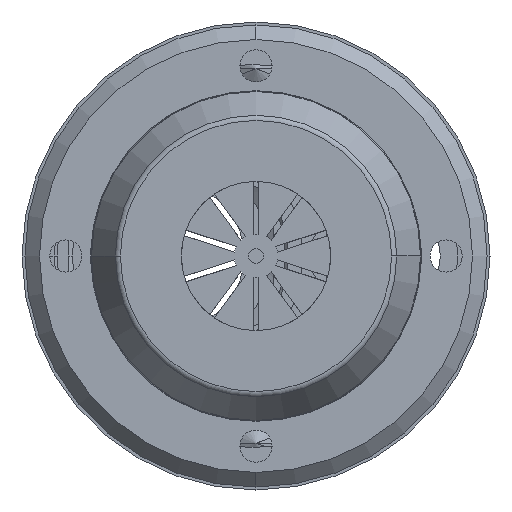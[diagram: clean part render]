
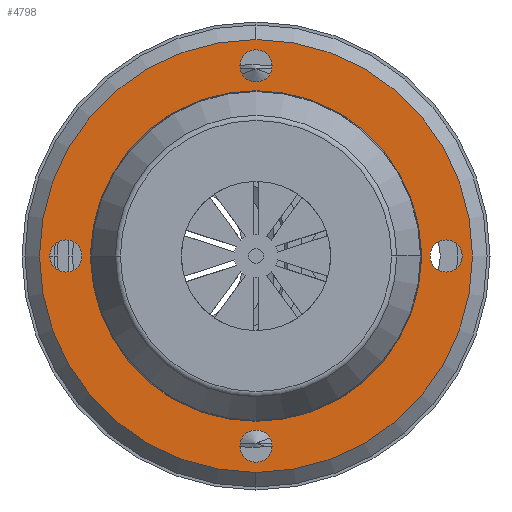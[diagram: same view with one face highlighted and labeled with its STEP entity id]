
A CAD part, left-side view. The second image highlights one B-rep face of the part: STEP entity #4798.
In plain terms, the highlighted planar face has unit normal (-1, 0, 0).
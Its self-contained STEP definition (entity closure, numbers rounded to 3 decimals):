
#58 = ORIENTED_EDGE ( 'NONE', *, *, #4240, .T. ) ;
#76 = EDGE_LOOP ( 'NONE', ( #597, #6349 ) ) ;
#319 = CARTESIAN_POINT ( 'NONE',  ( -69.7, 6.5, 0. ) ) ;
#320 = AXIS2_PLACEMENT_3D ( 'NONE', #977, #5163, #1581 ) ;
#331 = DIRECTION ( 'NONE',  ( 0., 0., 1. ) ) ;
#597 = ORIENTED_EDGE ( 'NONE', *, *, #2043, .F. ) ;
#601 = CIRCLE ( 'NONE', #7094, 0.55 ) ;
#612 = DIRECTION ( 'NONE',  ( -1., 0., 0. ) ) ;
#765 = VERTEX_POINT ( 'NONE', #6742 ) ;
#841 = CARTESIAN_POINT ( 'NONE',  ( -69.7, 6.5, 0.55 ) ) ;
#898 = CARTESIAN_POINT ( 'NONE',  ( -69.7, 0., 0. ) ) ;
#906 = DIRECTION ( 'NONE',  ( 0., 0., 1. ) ) ;
#977 = CARTESIAN_POINT ( 'NONE',  ( -69.7, 0., 0. ) ) ;
#990 = ORIENTED_EDGE ( 'NONE', *, *, #2885, .T. ) ;
#1016 = FACE_BOUND ( 'NONE', #76, .T. ) ;
#1033 = CARTESIAN_POINT ( 'NONE',  ( -69.7, 0., 0. ) ) ;
#1077 = EDGE_CURVE ( 'NONE', #5650, #3939, #7653, .T. ) ;
#1389 = EDGE_CURVE ( 'NONE', #2870, #3503, #4609, .T. ) ;
#1439 = CIRCLE ( 'NONE', #6747, 7.4 ) ;
#1500 = DIRECTION ( 'NONE',  ( -1., 0., 0. ) ) ;
#1504 = DIRECTION ( 'NONE',  ( 0., 0., -1. ) ) ;
#1533 = EDGE_LOOP ( 'NONE', ( #3316, #1794 ) ) ;
#1534 = CARTESIAN_POINT ( 'NONE',  ( -69.7, 0., -7.4 ) ) ;
#1581 = DIRECTION ( 'NONE',  ( 0., 0., 1. ) ) ;
#1637 = DIRECTION ( 'NONE',  ( 0., 0., -1. ) ) ;
#1685 = EDGE_CURVE ( 'NONE', #3939, #5650, #2539, .T. ) ;
#1794 = ORIENTED_EDGE ( 'NONE', *, *, #6822, .F. ) ;
#1829 = DIRECTION ( 'NONE',  ( -1., 0., 0. ) ) ;
#1857 = AXIS2_PLACEMENT_3D ( 'NONE', #5085, #1500, #5692 ) ;
#2019 = AXIS2_PLACEMENT_3D ( 'NONE', #5426, #1829, #6019 ) ;
#2043 = EDGE_CURVE ( 'NONE', #4337, #7647, #3290, .T. ) ;
#2180 = DIRECTION ( 'NONE',  ( 1., 0., 0. ) ) ;
#2233 = FACE_BOUND ( 'NONE', #6810, .T. ) ;
#2240 = VERTEX_POINT ( 'NONE', #841 ) ;
#2332 = CARTESIAN_POINT ( 'NONE',  ( -69.7, -6.5, 0. ) ) ;
#2361 = VERTEX_POINT ( 'NONE', #2388 ) ;
#2388 = CARTESIAN_POINT ( 'NONE',  ( -69.7, 0., -7.05 ) ) ;
#2426 = FACE_BOUND ( 'NONE', #4370, .T. ) ;
#2509 = CARTESIAN_POINT ( 'NONE',  ( -69.7, 6.5, 0. ) ) ;
#2523 = CARTESIAN_POINT ( 'NONE',  ( -69.7, -6.5, 0.55 ) ) ;
#2539 = CIRCLE ( 'NONE', #3620, 0.55 ) ;
#2689 = AXIS2_PLACEMENT_3D ( 'NONE', #319, #4490, #906 ) ;
#2750 = EDGE_CURVE ( 'NONE', #765, #2361, #601, .T. ) ;
#2800 = FACE_OUTER_BOUND ( 'NONE', #5416, .T. ) ;
#2806 = VERTEX_POINT ( 'NONE', #5967 ) ;
#2870 = VERTEX_POINT ( 'NONE', #3858 ) ;
#2885 = EDGE_CURVE ( 'NONE', #6534, #7506, #1439, .T. ) ;
#2943 = DIRECTION ( 'NONE',  ( 0., 0., 1. ) ) ;
#3076 = CARTESIAN_POINT ( 'NONE',  ( -69.7, 0., 6.5 ) ) ;
#3116 = DIRECTION ( 'NONE',  ( 0., 0., 1. ) ) ;
#3241 = ORIENTED_EDGE ( 'NONE', *, *, #1077, .F. ) ;
#3290 = CIRCLE ( 'NONE', #2019, 4.15 ) ;
#3316 = ORIENTED_EDGE ( 'NONE', *, *, #1389, .F. ) ;
#3342 = AXIS2_PLACEMENT_3D ( 'NONE', #5777, #2180, #6379 ) ;
#3415 = ORIENTED_EDGE ( 'NONE', *, *, #3433, .F. ) ;
#3433 = EDGE_CURVE ( 'NONE', #2240, #2806, #5464, .T. ) ;
#3503 = VERTEX_POINT ( 'NONE', #7246 ) ;
#3513 = CARTESIAN_POINT ( 'NONE',  ( -69.7, 0., -6.5 ) ) ;
#3529 = CIRCLE ( 'NONE', #320, 4.15 ) ;
#3620 = AXIS2_PLACEMENT_3D ( 'NONE', #2332, #6530, #2943 ) ;
#3677 = DIRECTION ( 'NONE',  ( 0., 0., 1. ) ) ;
#3778 = CARTESIAN_POINT ( 'NONE',  ( -69.7, 0., 7.4 ) ) ;
#3829 = FACE_BOUND ( 'NONE', #6600, .T. ) ;
#3858 = CARTESIAN_POINT ( 'NONE',  ( -69.7, 0., 7.05 ) ) ;
#3908 = DIRECTION ( 'NONE',  ( -1., 0., 0. ) ) ;
#3939 = VERTEX_POINT ( 'NONE', #5949 ) ;
#4034 = ORIENTED_EDGE ( 'NONE', *, *, #5782, .F. ) ;
#4096 = DIRECTION ( 'NONE',  ( 0., 0., 1. ) ) ;
#4196 = CARTESIAN_POINT ( 'NONE',  ( -69.7, 0., 6.5 ) ) ;
#4210 = AXIS2_PLACEMENT_3D ( 'NONE', #1033, #5228, #1637 ) ;
#4240 = EDGE_CURVE ( 'NONE', #7506, #6534, #6926, .T. ) ;
#4337 = VERTEX_POINT ( 'NONE', #7093 ) ;
#4370 = EDGE_LOOP ( 'NONE', ( #6963, #4034 ) ) ;
#4490 = DIRECTION ( 'NONE',  ( -1., 0., 0. ) ) ;
#4560 = ORIENTED_EDGE ( 'NONE', *, *, #5271, .F. ) ;
#4570 = PLANE ( 'NONE',  #3342 ) ;
#4609 = CIRCLE ( 'NONE', #5130, 0.55 ) ;
#4790 = DIRECTION ( 'NONE',  ( 0., 0., 1. ) ) ;
#4798 = ADVANCED_FACE ( 'NONE', ( #2426, #1016, #2800, #5437, #3829, #2233 ), #4570, .F. ) ;
#4923 = CIRCLE ( 'NONE', #1857, 0.55 ) ;
#5085 = CARTESIAN_POINT ( 'NONE',  ( -69.7, 0., -6.5 ) ) ;
#5088 = DIRECTION ( 'NONE',  ( -1., 0., 0. ) ) ;
#5130 = AXIS2_PLACEMENT_3D ( 'NONE', #4196, #612, #4790 ) ;
#5163 = DIRECTION ( 'NONE',  ( -1., 0., 0. ) ) ;
#5228 = DIRECTION ( 'NONE',  ( -1., 0., 0. ) ) ;
#5271 = EDGE_CURVE ( 'NONE', #2806, #2240, #6904, .T. ) ;
#5416 = EDGE_LOOP ( 'NONE', ( #990, #58 ) ) ;
#5426 = CARTESIAN_POINT ( 'NONE',  ( -69.7, 0., 0. ) ) ;
#5437 = FACE_BOUND ( 'NONE', #1533, .T. ) ;
#5464 = CIRCLE ( 'NONE', #5855, 0.55 ) ;
#5647 = CIRCLE ( 'NONE', #7630, 0.55 ) ;
#5650 = VERTEX_POINT ( 'NONE', #2523 ) ;
#5692 = DIRECTION ( 'NONE',  ( 0., 0., 1. ) ) ;
#5777 = CARTESIAN_POINT ( 'NONE',  ( -69.7, 7.9, 0. ) ) ;
#5782 = EDGE_CURVE ( 'NONE', #2361, #765, #4923, .T. ) ;
#5855 = AXIS2_PLACEMENT_3D ( 'NONE', #2509, #6696, #3116 ) ;
#5949 = CARTESIAN_POINT ( 'NONE',  ( -69.7, -6.5, -0.55 ) ) ;
#5967 = CARTESIAN_POINT ( 'NONE',  ( -69.7, 6.5, -0.55 ) ) ;
#6019 = DIRECTION ( 'NONE',  ( 0., 0., 1. ) ) ;
#6058 = ORIENTED_EDGE ( 'NONE', *, *, #1685, .F. ) ;
#6321 = CARTESIAN_POINT ( 'NONE',  ( -69.7, 0., -4.15 ) ) ;
#6349 = ORIENTED_EDGE ( 'NONE', *, *, #6561, .F. ) ;
#6379 = DIRECTION ( 'NONE',  ( 0., 0., -1. ) ) ;
#6530 = DIRECTION ( 'NONE',  ( -1., 0., 0. ) ) ;
#6534 = VERTEX_POINT ( 'NONE', #1534 ) ;
#6561 = EDGE_CURVE ( 'NONE', #7647, #4337, #3529, .T. ) ;
#6600 = EDGE_LOOP ( 'NONE', ( #3241, #6058 ) ) ;
#6696 = DIRECTION ( 'NONE',  ( -1., 0., 0. ) ) ;
#6742 = CARTESIAN_POINT ( 'NONE',  ( -69.7, 0., -5.95 ) ) ;
#6747 = AXIS2_PLACEMENT_3D ( 'NONE', #898, #5088, #1504 ) ;
#6810 = EDGE_LOOP ( 'NONE', ( #3415, #4560 ) ) ;
#6822 = EDGE_CURVE ( 'NONE', #3503, #2870, #5647, .T. ) ;
#6904 = CIRCLE ( 'NONE', #2689, 0.55 ) ;
#6926 = CIRCLE ( 'NONE', #4210, 7.4 ) ;
#6963 = ORIENTED_EDGE ( 'NONE', *, *, #2750, .F. ) ;
#6987 = AXIS2_PLACEMENT_3D ( 'NONE', #7439, #3908, #331 ) ;
#7093 = CARTESIAN_POINT ( 'NONE',  ( -69.7, 0., 4.15 ) ) ;
#7094 = AXIS2_PLACEMENT_3D ( 'NONE', #3513, #7628, #4096 ) ;
#7228 = DIRECTION ( 'NONE',  ( -1., 0., 0. ) ) ;
#7246 = CARTESIAN_POINT ( 'NONE',  ( -69.7, 0., 5.95 ) ) ;
#7439 = CARTESIAN_POINT ( 'NONE',  ( -69.7, -6.5, 0. ) ) ;
#7506 = VERTEX_POINT ( 'NONE', #3778 ) ;
#7628 = DIRECTION ( 'NONE',  ( -1., 0., 0. ) ) ;
#7630 = AXIS2_PLACEMENT_3D ( 'NONE', #3076, #7228, #3677 ) ;
#7647 = VERTEX_POINT ( 'NONE', #6321 ) ;
#7653 = CIRCLE ( 'NONE', #6987, 0.55 ) ;
